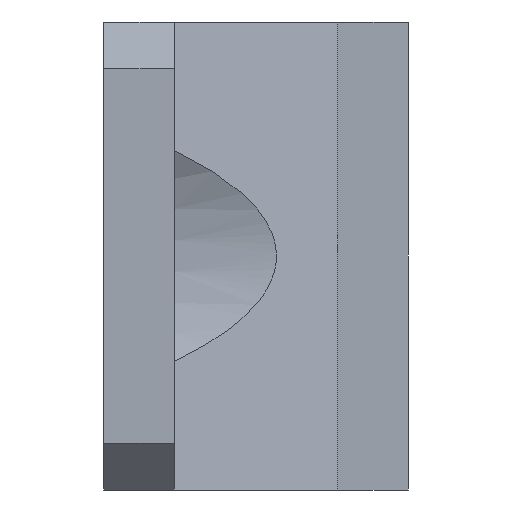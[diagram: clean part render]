
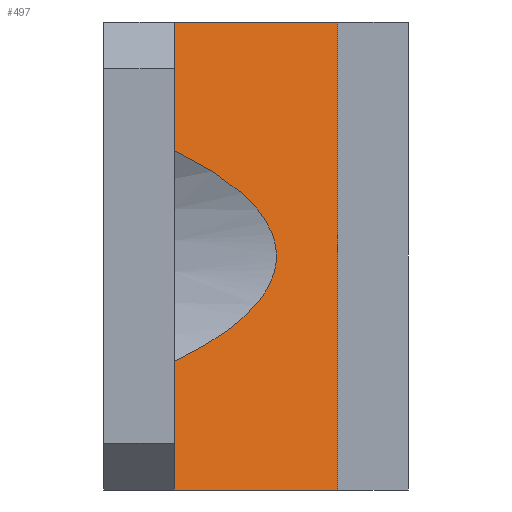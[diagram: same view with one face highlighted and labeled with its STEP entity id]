
A CAD part, front view. The second image highlights one B-rep face of the part: STEP entity #497.
In plain terms, the highlighted planar face has unit normal (0.275, -0.962, 0).
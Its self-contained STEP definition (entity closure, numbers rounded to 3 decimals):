
#29=PLANE('',#553);
#46=ELLIPSE('',#551,63.701,17.5);
#51=FACE_OUTER_BOUND('',#76,.T.);
#76=EDGE_LOOP('',(#361,#362,#363,#364,#365,#366));
#114=LINE('',#745,#167);
#115=LINE('',#747,#168);
#116=LINE('',#749,#169);
#117=LINE('',#751,#170);
#118=LINE('',#752,#171);
#167=VECTOR('',#613,10.);
#168=VECTOR('',#614,10.);
#169=VECTOR('',#615,10.);
#170=VECTOR('',#616,10.);
#171=VECTOR('',#617,10.);
#238=VERTEX_POINT('',#739);
#239=VERTEX_POINT('',#740);
#240=VERTEX_POINT('',#744);
#241=VERTEX_POINT('',#746);
#242=VERTEX_POINT('',#748);
#243=VERTEX_POINT('',#750);
#287=EDGE_CURVE('',#238,#239,#46,.T.);
#289=EDGE_CURVE('',#239,#240,#114,.T.);
#290=EDGE_CURVE('',#241,#240,#115,.T.);
#291=EDGE_CURVE('',#242,#241,#116,.T.);
#292=EDGE_CURVE('',#243,#242,#117,.T.);
#293=EDGE_CURVE('',#243,#238,#118,.T.);
#361=ORIENTED_EDGE('',*,*,#287,.T.);
#362=ORIENTED_EDGE('',*,*,#289,.T.);
#363=ORIENTED_EDGE('',*,*,#290,.F.);
#364=ORIENTED_EDGE('',*,*,#291,.F.);
#365=ORIENTED_EDGE('',*,*,#292,.F.);
#366=ORIENTED_EDGE('',*,*,#293,.T.);
#497=ADVANCED_FACE('',(#51),#29,.T.);
#551=AXIS2_PLACEMENT_3D('',#741,#607,#608);
#553=AXIS2_PLACEMENT_3D('',#743,#611,#612);
#607=DIRECTION('center_axis',(-0.275,0.962,0.));
#608=DIRECTION('ref_axis',(0.962,0.275,0.));
#611=DIRECTION('center_axis',(0.275,-0.962,0.));
#612=DIRECTION('ref_axis',(-0.962,-0.275,0.));
#613=DIRECTION('',(0.,0.,-1.));
#614=DIRECTION('',(-0.962,-0.275,0.));
#615=DIRECTION('',(0.,0.,-1.));
#616=DIRECTION('',(0.962,0.275,0.));
#617=DIRECTION('',(0.,0.,-1.));
#739=CARTESIAN_POINT('',(-14.,-36.,9.014));
#740=CARTESIAN_POINT('',(-14.,-36.,-9.014));
#741=CARTESIAN_POINT('Origin',(-66.5,-51.,0.));
#743=CARTESIAN_POINT('Origin',(0.,-32.,20.));
#744=CARTESIAN_POINT('',(-14.,-36.,-20.));
#745=CARTESIAN_POINT('',(-14.,-36.,20.));
#746=CARTESIAN_POINT('',(0.,-32.,-20.));
#747=CARTESIAN_POINT('',(-6.802,-33.943,-20.));
#748=CARTESIAN_POINT('',(0.,-32.,20.));
#749=CARTESIAN_POINT('',(0.,-32.,20.));
#750=CARTESIAN_POINT('',(-14.,-36.,20.));
#751=CARTESIAN_POINT('',(-14.,-36.,20.));
#752=CARTESIAN_POINT('',(-14.,-36.,20.));
